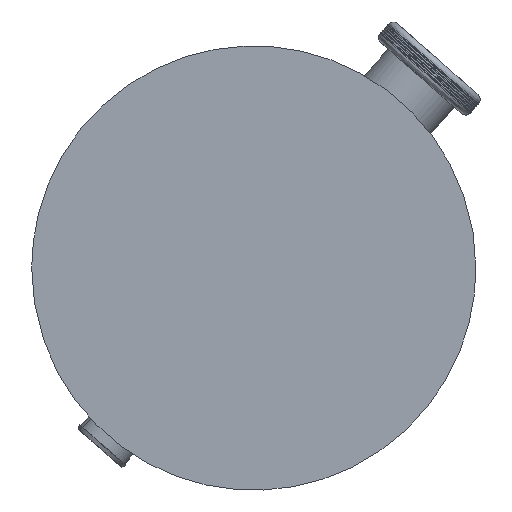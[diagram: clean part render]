
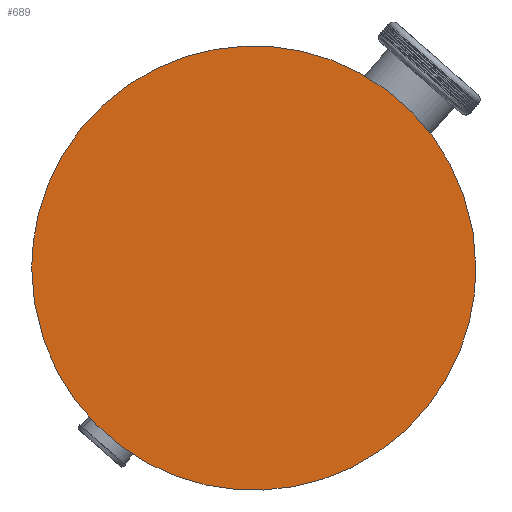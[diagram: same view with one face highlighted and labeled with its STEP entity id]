
A CAD part, front view. The second image highlights one B-rep face of the part: STEP entity #689.
In plain terms, the highlighted free-form (B-spline) face has degree [1, 1] with [2, 2] control points.
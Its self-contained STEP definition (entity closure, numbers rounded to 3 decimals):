
#34 = VERTEX_POINT('',#35);
#35 = CARTESIAN_POINT('',(-95.545,-17.41,33.131
    ));
#40 = EDGE_CURVE('',#41,#34,#43,.T.);
#41 = VERTEX_POINT('',#42);
#42 = CARTESIAN_POINT('',(-17.437,-17.41,33.131
    ));
#43 = ( BOUNDED_CURVE() B_SPLINE_CURVE(2,(#44,#45,#46,#47,#48),
.UNSPECIFIED.,.F.,.F.) B_SPLINE_CURVE_WITH_KNOTS((3,2,3),(0.,
1.571,3.142),.PIECEWISE_BEZIER_KNOTS.) CURVE() 
GEOMETRIC_REPRESENTATION_ITEM() RATIONAL_B_SPLINE_CURVE((1.,
0.707,1.,0.707,1.)) REPRESENTATION_ITEM('') );
#44 = CARTESIAN_POINT('',(-17.437,-17.41,33.131
    ));
#45 = CARTESIAN_POINT('',(-17.437,-17.41,
    72.186));
#46 = CARTESIAN_POINT('',(-56.491,-17.41,
    72.186));
#47 = CARTESIAN_POINT('',(-95.545,-17.41,
    72.186));
#48 = CARTESIAN_POINT('',(-95.545,-17.41,33.131
    ));
#671 = EDGE_CURVE('',#34,#41,#672,.T.);
#672 = ( BOUNDED_CURVE() B_SPLINE_CURVE(2,(#673,#674,#675,#676,#677),
.UNSPECIFIED.,.F.,.F.) B_SPLINE_CURVE_WITH_KNOTS((3,2,3),(3.142,
4.712,6.283),.PIECEWISE_BEZIER_KNOTS.) CURVE() 
GEOMETRIC_REPRESENTATION_ITEM() RATIONAL_B_SPLINE_CURVE((1.,
0.707,1.,0.707,1.)) REPRESENTATION_ITEM('') );
#673 = CARTESIAN_POINT('',(-95.545,-17.41,
    33.131));
#674 = CARTESIAN_POINT('',(-95.545,-17.41,
    -5.923));
#675 = CARTESIAN_POINT('',(-56.491,-17.41,
    -5.923));
#676 = CARTESIAN_POINT('',(-17.437,-17.41,
    -5.923));
#677 = CARTESIAN_POINT('',(-17.437,-17.41,
    33.131));
#689 = ADVANCED_FACE('',(#690),#694,.F.);
#690 = FACE_BOUND('',#691,.T.);
#691 = EDGE_LOOP('',(#692,#693));
#692 = ORIENTED_EDGE('',*,*,#40,.T.);
#693 = ORIENTED_EDGE('',*,*,#671,.T.);
#694 = B_SPLINE_SURFACE_WITH_KNOTS('',1,1,(
    (#695,#696)
    ,(#697,#698
    )),.UNSPECIFIED.,.F.,.F.,.F.,(2,2),(2,2),(-53.468,0.),(
    -26.734,26.734),.PIECEWISE_BEZIER_KNOTS.);
#695 = CARTESIAN_POINT('',(-17.437,-17.41,
    -5.923));
#696 = CARTESIAN_POINT('',(-17.437,-17.41,
    72.186));
#697 = CARTESIAN_POINT('',(-95.545,-17.41,
    -5.923));
#698 = CARTESIAN_POINT('',(-95.545,-17.41,
    72.186));
